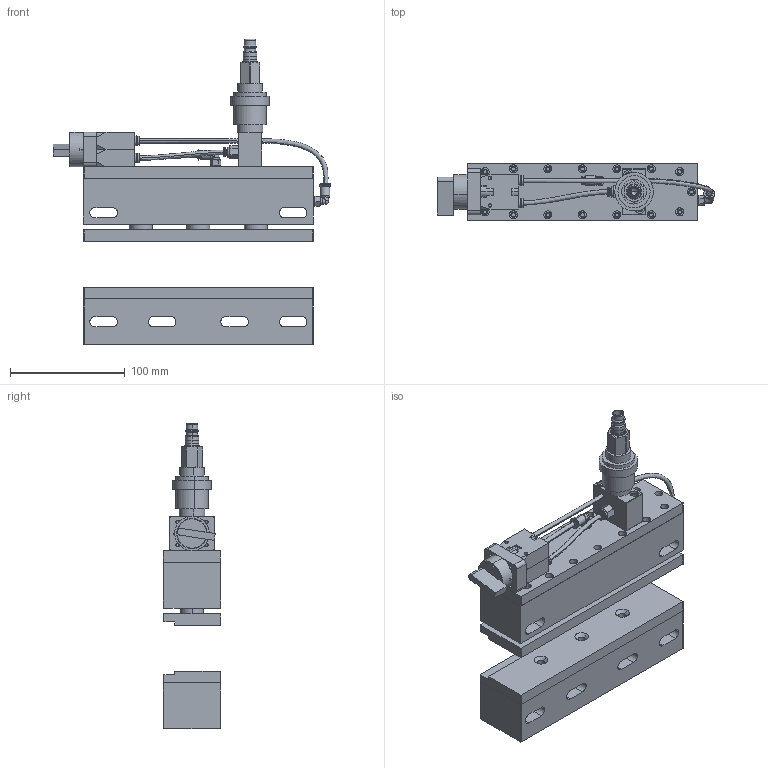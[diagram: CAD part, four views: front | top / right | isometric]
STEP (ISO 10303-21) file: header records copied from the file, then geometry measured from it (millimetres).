
FILE_DESCRIPTION(/* description */ ('Alibre Inc.'),/* implementation_level */ '2;1');
FILE_NAME(/* name */ 'export-116055F3-3A33-450E-BB41-25A9182FECEB',/* time_stamp */ '2023-06-08T12:08:05+02:00',/* author */ (''),/* organization */ (''),/* preprocessor_version */ 'ST-DEVELOPER v17',/* originating_system */ 'Alibre',/* authorisation */ '');
FILE_SCHEMA (('AUTOMOTIVE_DESIGN'));
Length unit declared in the file: millimetre
Products named in the file (20): PS200AL-Backe_1; PS200AL-Festebacke(Senkung_langloch); PS200AL-Spanklotz(Senkungen_langloch); 153333 QSML-M5-4_HI; PS-Anschlusblock_1; PS200AL-Deckel_1; PS200AL-3fach Kolben_1; 153001 QS-1_8-4_HI; Teil1^PS200AL; Kupplungsstecker_1_4_I_2_03; 104_##_0_1_P#; 104_##_0_1_P#_52; 104_00; 104_6_27_#; 5__3 Wegeventil 104_5_6_27_P; Mini Öler; PS200AL Modell-Langloch
Bounding box: 241.9 x 50 x 266 mm (x, y, z)
Volume: 1068143.5 mm3; surface area: 260411 mm2
Topology: 19 solids, 20 shells, 976 faces, 2362 edges, 1506 vertices
Faces by surface type: cylinder 445, plane 363, cone 124, bspline 28, torus 8, sphere 8
Entity records: 27299 total; most frequent: CARTESIAN_POINT 6051, DIRECTION 4317, ORIENTED_EDGE 4200, EDGE_CURVE 2100, AXIS2_PLACEMENT_3D 1830, VERTEX_POINT 1357, EDGE_LOOP 1075, FACE_BOUND 1075
